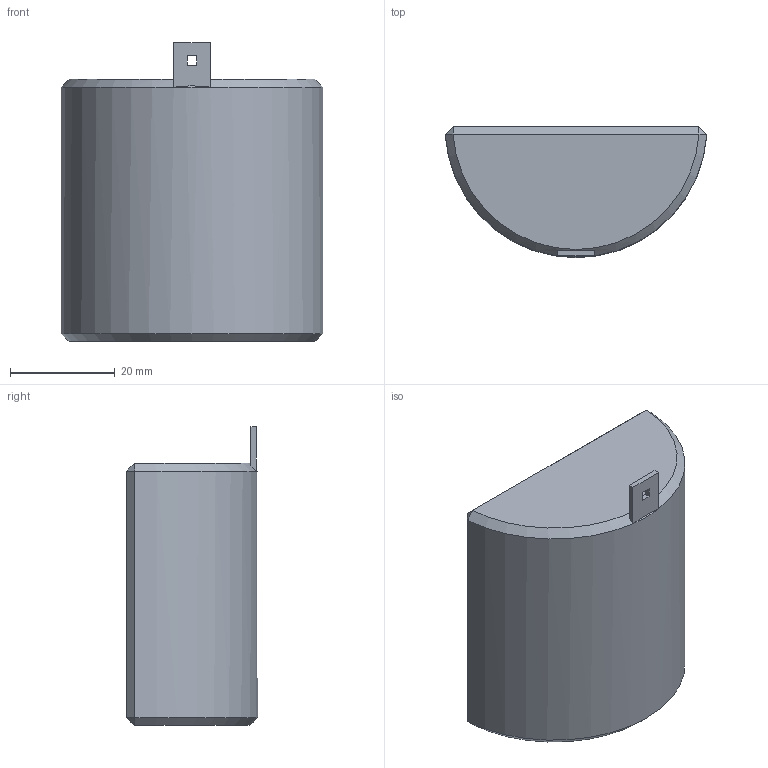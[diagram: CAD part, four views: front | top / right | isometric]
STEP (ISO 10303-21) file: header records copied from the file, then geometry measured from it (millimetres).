
FILE_DESCRIPTION (( 'STEP AP214' ), '1' );
FILE_NAME ('Cuboro_RD.STEP', '2022-02-24T19:26:33', ( '' ), ( '' ), 'SwSTEP 2.0', 'SolidWorks 2019', '' );
FILE_SCHEMA (( 'AUTOMOTIVE_DESIGN' ));
Length unit declared in the file: millimetre
Products named in the file (1): Cuboro_RD
Bounding box: 49.9 x 25 x 57 mm (x, y, z)
Volume: 48738 mm3; surface area: 8186.1 mm2
Topology: 1 solids, 1 shells, 24 faces, 50 edges, 28 vertices
Faces by surface type: plane 20, cone 3, cylinder 1
Entity records: 668 total; most frequent: CARTESIAN_POINT 129, DIRECTION 102, ORIENTED_EDGE 100, EDGE_CURVE 50, VECTOR 40, LINE 40, AXIS2_PLACEMENT_3D 31, VERTEX_POINT 28
